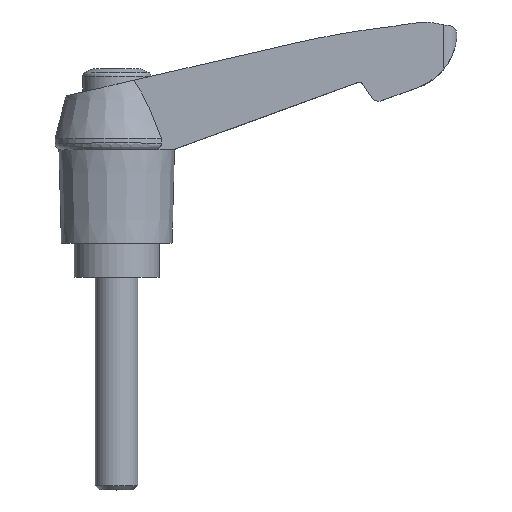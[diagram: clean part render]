
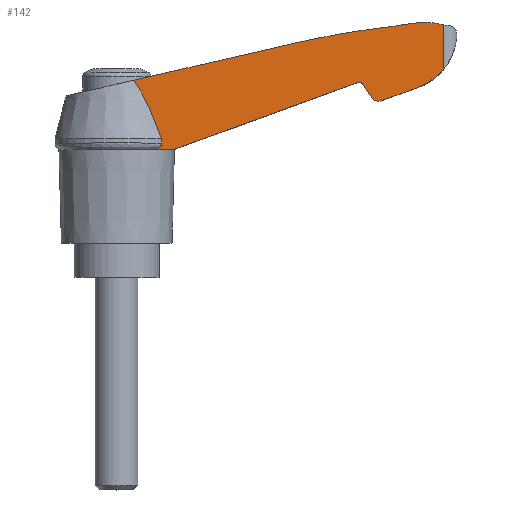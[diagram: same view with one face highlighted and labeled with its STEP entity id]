
A CAD part, top view. The second image highlights one B-rep face of the part: STEP entity #142.
In plain terms, the highlighted planar face has unit normal (0.035, 0, 0.999).
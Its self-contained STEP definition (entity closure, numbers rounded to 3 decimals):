
#142 = ADVANCED_FACE( '', ( #346 ), #347, .F. );
#346 = FACE_OUTER_BOUND( '', #617, .T. );
#347 = PLANE( '', #618 );
#617 = EDGE_LOOP( '', ( #970, #971, #972, #973, #974, #975, #976, #977, #978, #979, #980, #981, #982, #983, #984 ) );
#618 = AXIS2_PLACEMENT_3D( '', #985, #986, #987 );
#970 = ORIENTED_EDGE( '', *, *, #1626, .F. );
#971 = ORIENTED_EDGE( '', *, *, #1680, .T. );
#972 = ORIENTED_EDGE( '', *, *, #1681, .F. );
#973 = ORIENTED_EDGE( '', *, *, #1682, .F. );
#974 = ORIENTED_EDGE( '', *, *, #1683, .T. );
#975 = ORIENTED_EDGE( '', *, *, #1684, .F. );
#976 = ORIENTED_EDGE( '', *, *, #1653, .F. );
#977 = ORIENTED_EDGE( '', *, *, #1612, .F. );
#978 = ORIENTED_EDGE( '', *, *, #1685, .F. );
#979 = ORIENTED_EDGE( '', *, *, #1686, .F. );
#980 = ORIENTED_EDGE( '', *, *, #1676, .F. );
#981 = ORIENTED_EDGE( '', *, *, #1687, .F. );
#982 = ORIENTED_EDGE( '', *, *, #1688, .F. );
#983 = ORIENTED_EDGE( '', *, *, #1689, .F. );
#984 = ORIENTED_EDGE( '', *, *, #1690, .F. );
#985 = CARTESIAN_POINT( '', ( 0., 35., 5.157 ) );
#986 = DIRECTION( '', ( -0.035, 0., -0.999 ) );
#987 = DIRECTION( '', ( -0.999, 0., 0.035 ) );
#1612 = EDGE_CURVE( '', #1923, #1925, #1926, .T. );
#1626 = EDGE_CURVE( '', #1949, #1951, #1952, .T. );
#1653 = EDGE_CURVE( '', #1925, #1993, #1997, .T. );
#1676 = EDGE_CURVE( '', #2035, #2037, #2038, .T. );
#1680 = EDGE_CURVE( '', #1949, #2043, #2044, .T. );
#1681 = EDGE_CURVE( '', #2045, #2043, #2046, .T. );
#1682 = EDGE_CURVE( '', #2047, #2045, #2048, .T. );
#1683 = EDGE_CURVE( '', #2047, #2049, #2050, .T. );
#1684 = EDGE_CURVE( '', #1993, #2049, #2051, .T. );
#1685 = EDGE_CURVE( '', #2052, #1923, #2053, .T. );
#1686 = EDGE_CURVE( '', #2037, #2052, #2054, .T. );
#1687 = EDGE_CURVE( '', #2055, #2035, #2056, .T. );
#1688 = EDGE_CURVE( '', #2057, #2055, #2058, .T. );
#1689 = EDGE_CURVE( '', #2059, #2057, #2060, .T. );
#1690 = EDGE_CURVE( '', #1951, #2059, #2061, .T. );
#1923 = VERTEX_POINT( '', #2373 );
#1925 = VERTEX_POINT( '', #2376 );
#1926 = LINE( '', #2377, #2378 );
#1949 = VERTEX_POINT( '', #2410 );
#1951 = VERTEX_POINT( '', #2412 );
#1952 = LINE( '', #2413, #2414 );
#1993 = VERTEX_POINT( '', #2466 );
#1997 = ELLIPSE( '', #2471, 1.001, 1. );
#2035 = VERTEX_POINT( '', #2526 );
#2037 = VERTEX_POINT( '', #2529 );
#2038 = ELLIPSE( '', #2530, 31.019, 31. );
#2043 = VERTEX_POINT( '', #2539 );
#2044 = B_SPLINE_CURVE_WITH_KNOTS( '', 3, ( #2540, #2541, #2542, #2543, #2544, #2545 ), .UNSPECIFIED., .F., .F., ( 4, 2, 4 ), ( 0., 0.001, 0.001 ), .UNSPECIFIED. );
#2045 = VERTEX_POINT( '', #2546 );
#2046 = LINE( '', #2547, #2548 );
#2047 = VERTEX_POINT( '', #2549 );
#2048 = LINE( '', #2550, #2551 );
#2049 = VERTEX_POINT( '', #2552 );
#2050 = ELLIPSE( '', #2553, 0.5, 0.5 );
#2051 = LINE( '', #2554, #2555 );
#2052 = VERTEX_POINT( '', #2556 );
#2053 = ELLIPSE( '', #2557, 7.004, 7. );
#2054 = LINE( '', #2558, #2559 );
#2055 = VERTEX_POINT( '', #2560 );
#2056 = ELLIPSE( '', #2561, 29.818, 29.8 );
#2057 = VERTEX_POINT( '', #2562 );
#2058 = ELLIPSE( '', #2563, 105.065, 105. );
#2059 = VERTEX_POINT( '', #2564 );
#2060 = LINE( '', #2565, #2566 );
#2061 = B_SPLINE_CURVE_WITH_KNOTS( '', 3, ( #2567, #2568, #2569, #2570, #2571, #2572, #2573, #2574, #2575, #2576 ), .UNSPECIFIED., .F., .F., ( 4, 2, 2, 2, 4 ), ( 0., 0.004, 0.006, 0.007, 0.008 ), .UNSPECIFIED. );
#2373 = CARTESIAN_POINT( '', ( 35.1, 22.192, 3.922 ) );
#2376 = CARTESIAN_POINT( '', ( 31.148, 20.754, 4.061 ) );
#2377 = CARTESIAN_POINT( '', ( 31.049, 20.718, 4.065 ) );
#2378 = VECTOR( '', #3082, 1000. );
#2410 = CARTESIAN_POINT( '', ( 5.277, 15.772, 4.971 ) );
#2412 = CARTESIAN_POINT( '', ( 5.277, 16.3, 4.971 ) );
#2413 = CARTESIAN_POINT( '', ( 5.277, 44.198, 4.971 ) );
#2414 = VECTOR( '', #3098, 1000. );
#2466 = CARTESIAN_POINT( '', ( 29.977, 21.134, 4.102 ) );
#2471 = AXIS2_PLACEMENT_3D( '', #3135, #3136, #3137 );
#2526 = CARTESIAN_POINT( '', ( 36.6, 30., 3.87 ) );
#2529 = CARTESIAN_POINT( '', ( 38.456, 29.67, 3.804 ) );
#2530 = AXIS2_PLACEMENT_3D( '', #3156, #3157, #3158 );
#2539 = CARTESIAN_POINT( '', ( 4.596, 15., 4.995 ) );
#2540 = CARTESIAN_POINT( '', ( 5.277, 15.772, 4.971 ) );
#2541 = CARTESIAN_POINT( '', ( 5.273, 15.588, 4.971 ) );
#2542 = CARTESIAN_POINT( '', ( 5.185, 15.415, 4.974 ) );
#2543 = CARTESIAN_POINT( '', ( 4.931, 15.154, 4.983 ) );
#2544 = CARTESIAN_POINT( '', ( 4.769, 15.062, 4.989 ) );
#2545 = CARTESIAN_POINT( '', ( 4.596, 15., 4.995 ) );
#2546 = CARTESIAN_POINT( '', ( 6.7, 15., 4.921 ) );
#2547 = CARTESIAN_POINT( '', ( -0.074, 15., 5.159 ) );
#2548 = VECTOR( '', #3160, 1000. );
#2549 = CARTESIAN_POINT( '', ( 28.344, 22.878, 4.16 ) );
#2550 = CARTESIAN_POINT( '', ( 6.628, 14.974, 4.924 ) );
#2551 = VECTOR( '', #3161, 1000. );
#2552 = CARTESIAN_POINT( '', ( 28.929, 22.687, 4.139 ) );
#2553 = AXIS2_PLACEMENT_3D( '', #3162, #3163, #3164 );
#2554 = CARTESIAN_POINT( '', ( 28.895, 22.738, 4.141 ) );
#2555 = VECTOR( '', #3165, 1000. );
#2556 = CARTESIAN_POINT( '', ( 38.456, 24.475, 3.804 ) );
#2557 = AXIS2_PLACEMENT_3D( '', #3166, #3167, #3168 );
#2558 = CARTESIAN_POINT( '', ( 38.456, 35., 3.804 ) );
#2559 = VECTOR( '', #3169, 1000. );
#2560 = CARTESIAN_POINT( '', ( 32.6, 29.5, 4.01 ) );
#2561 = AXIS2_PLACEMENT_3D( '', #3170, #3171, #3172 );
#2562 = CARTESIAN_POINT( '', ( 21., 27.532, 4.418 ) );
#2563 = AXIS2_PLACEMENT_3D( '', #3173, #3174, #3175 );
#2564 = CARTESIAN_POINT( '', ( 2.014, 23.149, 5.086 ) );
#2565 = CARTESIAN_POINT( '', ( 20.906, 27.511, 4.422 ) );
#2566 = VECTOR( '', #3176, 1000. );
#2567 = CARTESIAN_POINT( '', ( 5.277, 16.3, 4.971 ) );
#2568 = CARTESIAN_POINT( '', ( 4.838, 17.49, 4.987 ) );
#2569 = CARTESIAN_POINT( '', ( 4.376, 18.673, 5.003 ) );
#2570 = CARTESIAN_POINT( '', ( 3.6, 20.41, 5.03 ) );
#2571 = CARTESIAN_POINT( '', ( 3.327, 20.983, 5.04 ) );
#2572 = CARTESIAN_POINT( '', ( 2.876, 21.822, 5.056 ) );
#2573 = CARTESIAN_POINT( '', ( 2.72, 22.097, 5.061 ) );
#2574 = CARTESIAN_POINT( '', ( 2.385, 22.636, 5.073 ) );
#2575 = CARTESIAN_POINT( '', ( 2.207, 22.899, 5.079 ) );
#2576 = CARTESIAN_POINT( '', ( 2.014, 23.149, 5.086 ) );
#3082 = DIRECTION( '', ( -0.939, -0.342, 0.033 ) );
#3098 = DIRECTION( '', ( 0., 1., 0. ) );
#3135 = CARTESIAN_POINT( '', ( 30.806, 21.694, 4.073 ) );
#3136 = DIRECTION( '', ( -0.035, 0., -0.999 ) );
#3137 = DIRECTION( '', ( 0.999, 0., -0.035 ) );
#3156 = CARTESIAN_POINT( '', ( 32.097, -0.671, 4.028 ) );
#3157 = DIRECTION( '', ( -0.035, 0., -0.999 ) );
#3158 = DIRECTION( '', ( 0.999, 0., -0.035 ) );
#3160 = DIRECTION( '', ( -0.999, 0., 0.035 ) );
#3161 = DIRECTION( '', ( -0.939, -0.342, 0.033 ) );
#3162 = CARTESIAN_POINT( '', ( 28.515, 22.408, 4.154 ) );
#3163 = DIRECTION( '', ( -0.035, 0., -0.999 ) );
#3164 = DIRECTION( '', ( 0.999, 0., -0.035 ) );
#3165 = DIRECTION( '', ( -0.559, 0.829, 0.02 ) );
#3166 = CARTESIAN_POINT( '', ( 33.01, 28.873, 3.996 ) );
#3167 = DIRECTION( '', ( -0.035, 0., -0.999 ) );
#3168 = DIRECTION( '', ( 0.999, 0., -0.035 ) );
#3169 = DIRECTION( '', ( 0., -1., 0. ) );
#3170 = CARTESIAN_POINT( '', ( 38.288, 0.248, 3.81 ) );
#3171 = DIRECTION( '', ( -0.035, 0., -0.999 ) );
#3172 = DIRECTION( '', ( 0.999, 0., -0.035 ) );
#3173 = CARTESIAN_POINT( '', ( 44.332, -74.843, 3.598 ) );
#3174 = DIRECTION( '', ( -0.035, 0., -0.999 ) );
#3175 = DIRECTION( '', ( 0.999, 0., -0.035 ) );
#3176 = DIRECTION( '', ( 0.974, 0.225, -0.034 ) );
